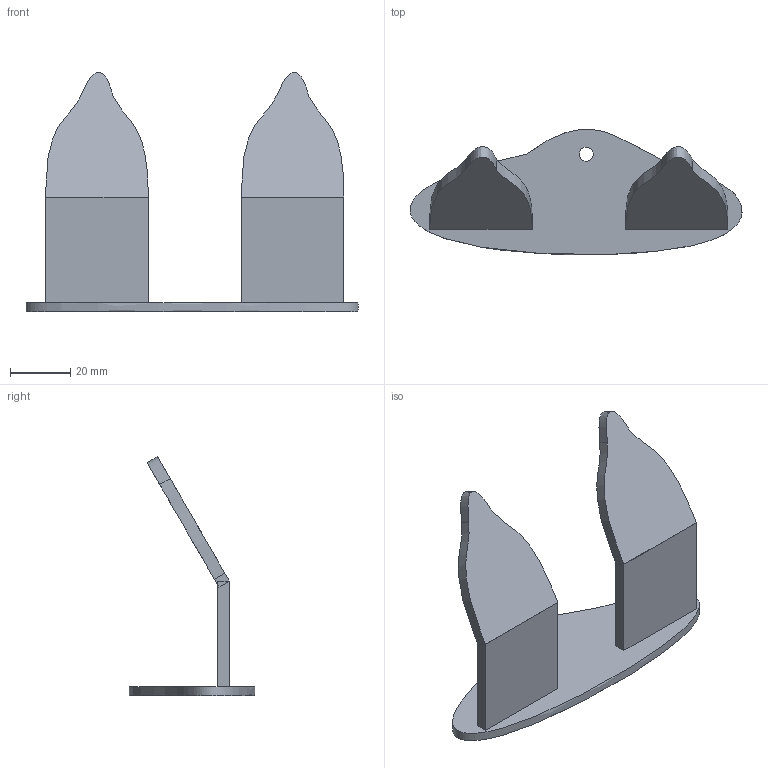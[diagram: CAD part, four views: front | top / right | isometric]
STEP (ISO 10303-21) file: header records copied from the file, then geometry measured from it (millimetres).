
FILE_DESCRIPTION(('FreeCAD Model'),'2;1');
FILE_NAME('Open CASCADE Shape Model','2025-01-05T20:43:59',(''),(''), 'Open CASCADE STEP processor 7.7','FreeCAD','Unknown');
FILE_SCHEMA(('AUTOMOTIVE_DESIGN { 1 0 10303 214 1 1 1 1 }'));
Length unit declared in the file: millimetre
Products named in the file (1): Fusion002
Bounding box: 110.26 x 41.59 x 79.4 mm (x, y, z)
Volume: 27736.5 mm3; surface area: 17345.6 mm2
Topology: 1 solids, 1 shells, 36 faces, 90 edges, 60 vertices
Faces by surface type: plane 28, extrusion 7, cylinder 1
Full cylindrical faces by diameter (mm): 4.666 x1
Entity records: 2637 total; most frequent: CARTESIAN_POINT 536, DIRECTION 287, VECTOR 221, LINE 214, ORIENTED_EDGE 180, PCURVE 180, DEFINITIONAL_REPRESENTATION 180, EDGE_CURVE 90
